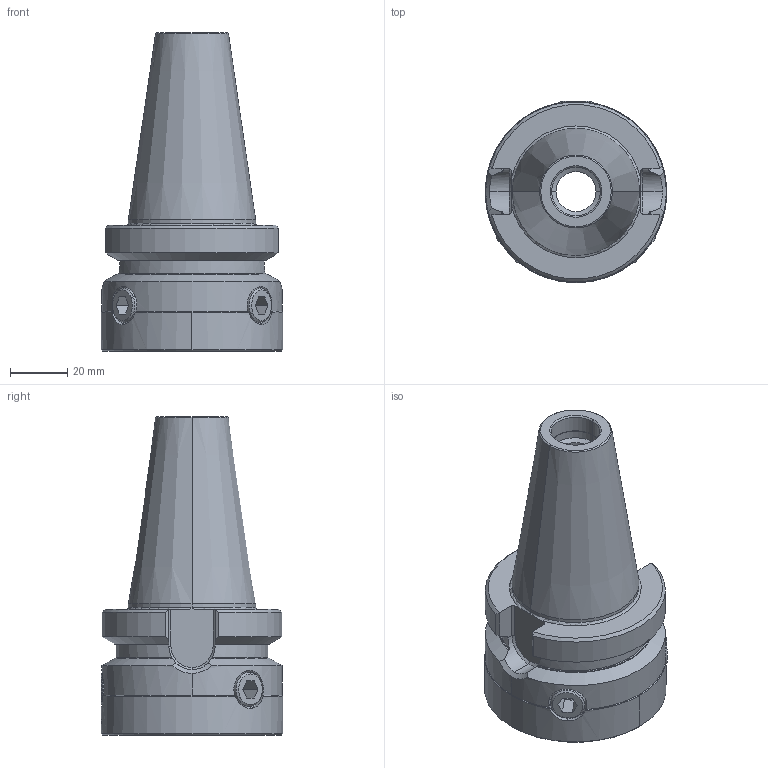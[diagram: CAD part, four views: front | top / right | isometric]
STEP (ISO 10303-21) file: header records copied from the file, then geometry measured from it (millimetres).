
FILE_DESCRIPTION(('no description'),'unknown implementation level');
FILE_NAME('B624FCA6-30A8-4B22-A57E-9EB2881A5A74_export.stp',' ',('CIMSOURCE GmbH'),('CADClick - KiM GmbH - www.kimweb.de'),'unknown preprocess','ACIS','unknown authorization');
FILE_SCHEMA(('automotive_design'));
Length unit declared in the file: millimetre
Products named in the file (4): 323.735N Kaiser SK40_BTBDxCKN6x85|690.436 Kaiser ETL M12 X 18 CK6;Schnitt-Linear austragen2; 323.735N Kaiser SK40_BTBDxCKN6x85|323.735N Kaiser Schaft SK40_BTBDxCKN6x85;Schnitt-Rotation4
Bounding box: 63.5 x 63.5 x 111.4 mm (x, y, z)
Volume: 125468.1 mm3; surface area: 34713 mm2
Topology: 4 solids, 4 shells, 217 faces, 530 edges, 313 vertices
Faces by surface type: plane 76, cone 69, cylinder 60, torus 10, bspline 2
Entity records: 13315 total; most frequent: CARTESIAN_POINT 2304, DIRECTION 1073, STYLED_ITEM 1056, PRESENTATION_STYLE_ASSIGNMENT 1056, COLOUR_RGB 1056, ORIENTED_EDGE 1044, EDGE_CURVE 522, CURVE_STYLE 522
